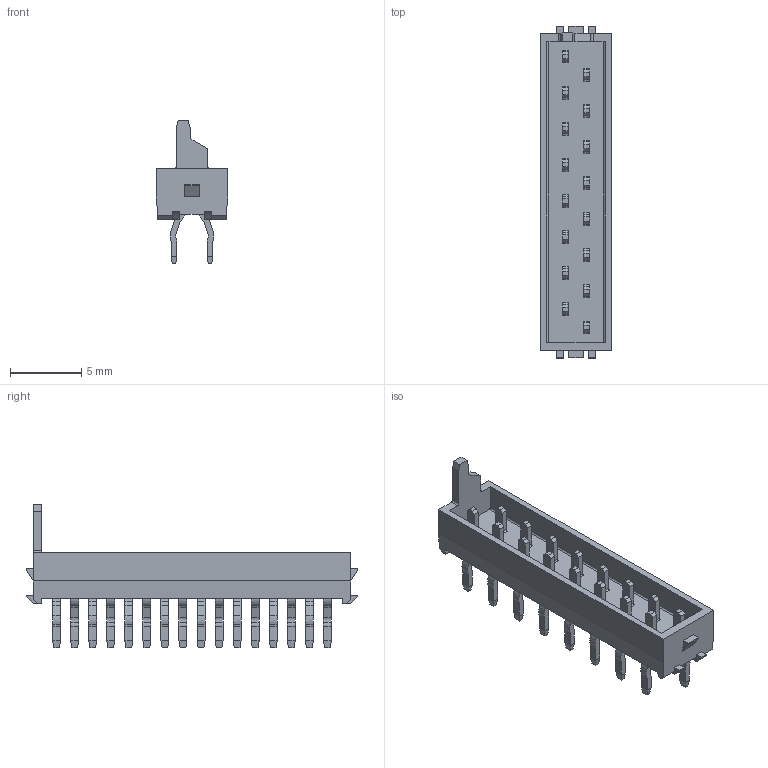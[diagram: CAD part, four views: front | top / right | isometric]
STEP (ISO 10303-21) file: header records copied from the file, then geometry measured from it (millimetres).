
FILE_DESCRIPTION(/* description */ ('Unknown'),/* implementation_level */ '2;1');
FILE_NAME(/* name */ 'J_Wurth_WR-MM_690357101672',/* time_stamp */ '2025-05-06T15:23:05+08:00',/* author */ ('Unknown'),/* organization */ ('Unknown'),/* preprocessor_version */ 'ST-DEVELOPER v19.4',/* originating_system */ 'Solid Edge',/* authorisation */ 'Unknown');
FILE_SCHEMA (('AUTOMOTIVE_DESIGN {1 0 10303 214 3 1 1}'));
Length unit declared in the file: millimetre
Products named in the file (2): J_Wurth_WR-MM_690357101672
Assembly tree (1 placements, depth 2):
  J_Wurth_WR-MM_690357101672
    J_Wurth_WR-MM_690357101672
Bounding box: 5 x 23.35 x 10.1 mm (x, y, z)
Volume: 217.1 mm3; surface area: 693.2 mm2
Topology: 1 solids, 33 shells, 804 faces, 1952 edges, 1280 vertices
Faces by surface type: plane 574, cylinder 230
Entity records: 23369 total; most frequent: CARTESIAN_POINT 4038, DIRECTION 4024, ORIENTED_EDGE 3904, EDGE_CURVE 1952, LINE 1492, VECTOR 1492, VERTEX_POINT 1280, AXIS2_PLACEMENT_3D 1266
